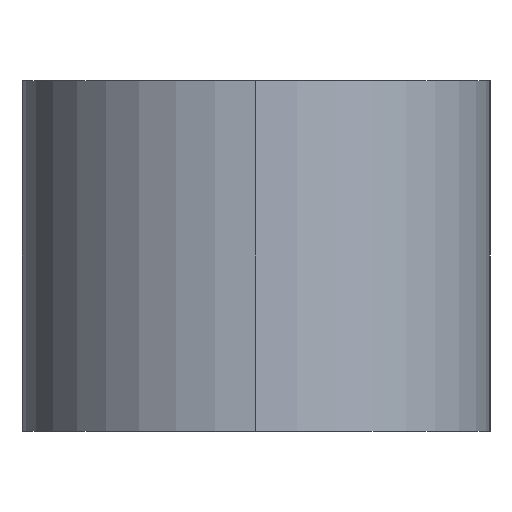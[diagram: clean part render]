
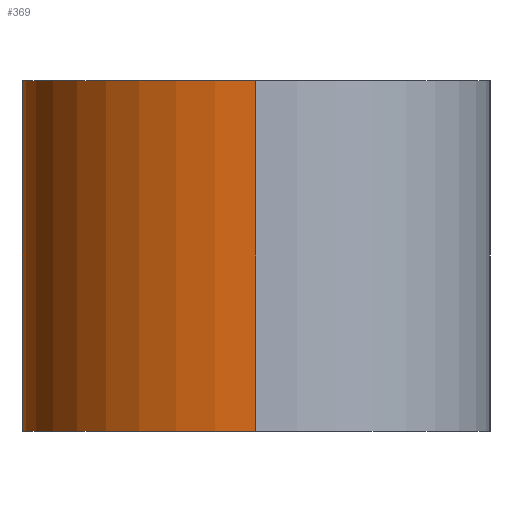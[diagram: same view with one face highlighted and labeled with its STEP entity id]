
A CAD part, left-side view. The second image highlights one B-rep face of the part: STEP entity #369.
In plain terms, the highlighted cylindrical face has radius 20 mm (diameter 40 mm), a partial arc.
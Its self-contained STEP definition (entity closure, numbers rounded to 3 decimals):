
#1 = VECTOR ( 'NONE', #221, 1000. ) ;
#7 = AXIS2_PLACEMENT_3D ( 'NONE', #31, #419, #89 ) ;
#9 = DIRECTION ( 'NONE',  ( 0., 0., -1. ) ) ;
#14 = CARTESIAN_POINT ( 'NONE',  ( -96., 0., 15. ) ) ;
#31 = CARTESIAN_POINT ( 'NONE',  ( -76., 0., 15. ) ) ;
#32 = EDGE_CURVE ( 'NONE', #202, #246, #128, .T. ) ;
#51 = DIRECTION ( 'NONE',  ( 1., 0., 0. ) ) ;
#56 = AXIS2_PLACEMENT_3D ( 'NONE', #428, #9, #294 ) ;
#73 = CARTESIAN_POINT ( 'NONE',  ( -96., 0., -15. ) ) ;
#82 = VERTEX_POINT ( 'NONE', #283 ) ;
#87 = VERTEX_POINT ( 'NONE', #14 ) ;
#89 = DIRECTION ( 'NONE',  ( -1., 0., 0. ) ) ;
#95 = ORIENTED_EDGE ( 'NONE', *, *, #32, .F. ) ;
#102 = EDGE_CURVE ( 'NONE', #246, #82, #331, .T. ) ;
#114 = ORIENTED_EDGE ( 'NONE', *, *, #102, .F. ) ;
#128 = CIRCLE ( 'NONE', #56, 20. ) ;
#161 = CARTESIAN_POINT ( 'NONE',  ( -76., 0., 15. ) ) ;
#179 = LINE ( 'NONE', #261, #1 ) ;
#202 = VERTEX_POINT ( 'NONE', #73 ) ;
#211 = VECTOR ( 'NONE', #322, 1000. ) ;
#215 = AXIS2_PLACEMENT_3D ( 'NONE', #161, #332, #51 ) ;
#221 = DIRECTION ( 'NONE',  ( 0., 0., -1. ) ) ;
#231 = CIRCLE ( 'NONE', #215, 20. ) ;
#237 = CYLINDRICAL_SURFACE ( 'NONE', #7, 20. ) ;
#246 = VERTEX_POINT ( 'NONE', #299 ) ;
#248 = EDGE_CURVE ( 'NONE', #82, #87, #231, .T. ) ;
#258 = CARTESIAN_POINT ( 'NONE',  ( -76., 20., 15. ) ) ;
#261 = CARTESIAN_POINT ( 'NONE',  ( -96., 0., 15. ) ) ;
#283 = CARTESIAN_POINT ( 'NONE',  ( -76., 20., 15. ) ) ;
#294 = DIRECTION ( 'NONE',  ( 1., 0., 0. ) ) ;
#299 = CARTESIAN_POINT ( 'NONE',  ( -76., 20., -15. ) ) ;
#322 = DIRECTION ( 'NONE',  ( 0., 0., 1. ) ) ;
#325 = EDGE_CURVE ( 'NONE', #87, #202, #179, .T. ) ;
#331 = LINE ( 'NONE', #258, #211 ) ;
#332 = DIRECTION ( 'NONE',  ( 0., 0., 1. ) ) ;
#347 = FACE_OUTER_BOUND ( 'NONE', #370, .T. ) ;
#353 = ORIENTED_EDGE ( 'NONE', *, *, #325, .F. ) ;
#369 = ADVANCED_FACE ( 'NONE', ( #347 ), #237, .T. ) ;
#370 = EDGE_LOOP ( 'NONE', ( #353, #432, #114, #95 ) ) ;
#419 = DIRECTION ( 'NONE',  ( 0., 0., -1. ) ) ;
#428 = CARTESIAN_POINT ( 'NONE',  ( -76., 0., -15. ) ) ;
#432 = ORIENTED_EDGE ( 'NONE', *, *, #248, .F. ) ;
